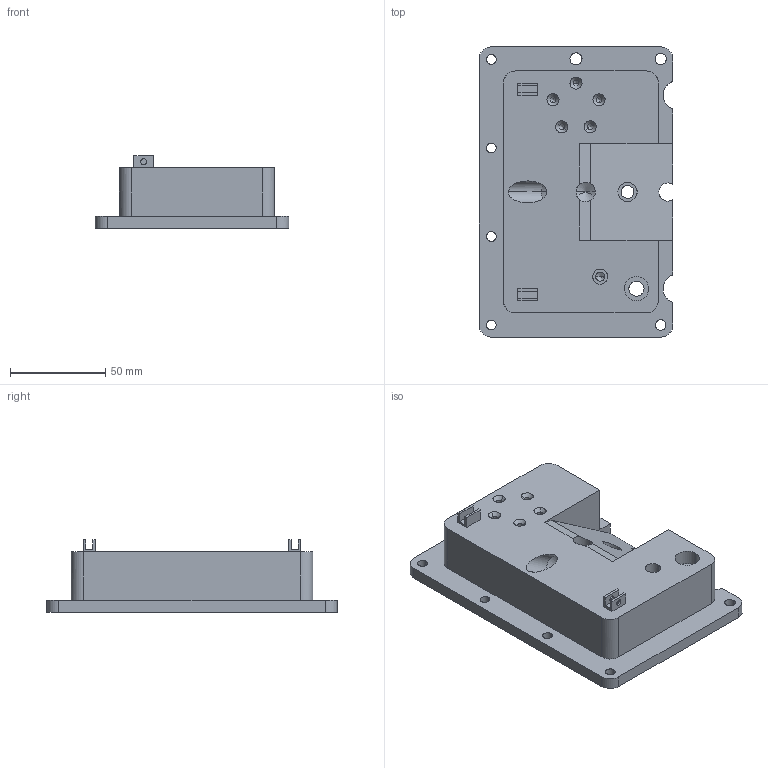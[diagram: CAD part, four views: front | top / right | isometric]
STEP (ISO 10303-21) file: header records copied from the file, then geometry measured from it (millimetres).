
FILE_DESCRIPTION(('CATIA V5 Test Model','CAx-IF Rec.Pracs.--- Model Styling and Organization---1.5--- 2016-08-15','CAx-IF Rec.Pracs.---Supplemental Geometry---1.0---2011-11-01','CAx-IF Rec.Pracs.--- Composite Materials ---3.4---2017-06-13','CAx-IF Rec.Pracs.---Tessellated 3D Geometry---1.0---2015-12-17'),'2;1');
FILE_NAME('NX_Imported_Into_V5.stp','2023-07-31T19:56:56+00:00',('Rosemary Astheimer'),('NIST'),'CATIA Version 5-6 Release 2022','CATIA V5 STEP AP242 v2','none');
FILE_SCHEMA(('AP242_MANAGED_MODEL_BASED_3D_ENGINEERING_MIM_LF {1 0 10303 442 3 1 4}'));
Length unit declared in the file: millimetre
Products named in the file (1): Holes_NX2027_20230728
Bounding box: 101.6 x 152.4 x 38.1 mm (x, y, z)
Volume: 323331.3 mm3; surface area: 48419.3 mm2
Topology: 1 solids, 1 shells, 158 faces, 436 edges, 278 vertices
Faces by surface type: cylinder 67, plane 65, cone 26
Entity records: 5881 total; most frequent: CARTESIAN_POINT 2085, ORIENTED_EDGE 840, DIRECTION 549, EDGE_CURVE 420, VERTEX_POINT 278, VECTOR 258, LINE 258, EDGE_LOOP 194
